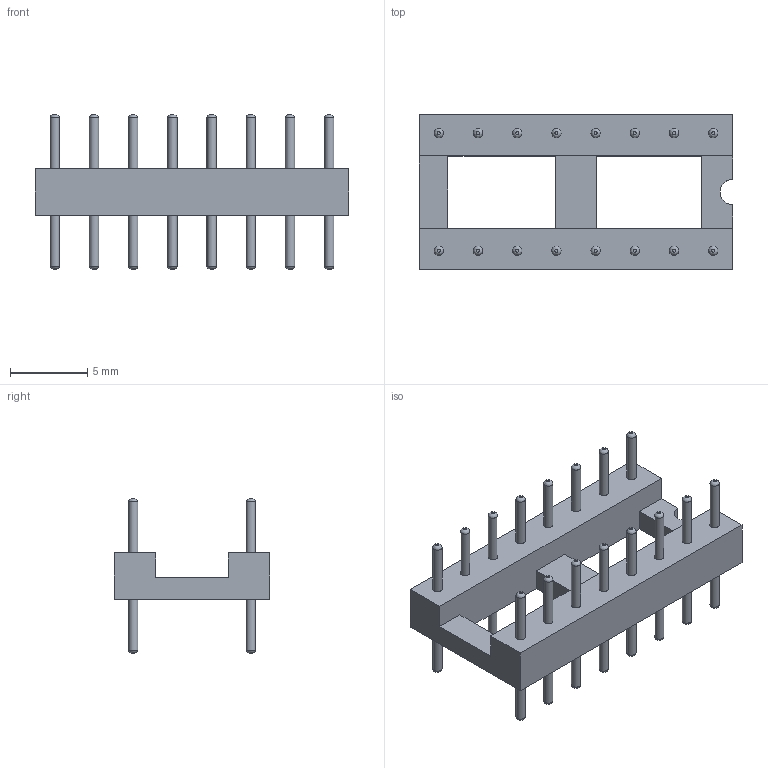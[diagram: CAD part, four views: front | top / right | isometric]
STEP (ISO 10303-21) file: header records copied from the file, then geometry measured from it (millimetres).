
FILE_DESCRIPTION(/* description */ (''),/* implementation_level */ '2;1');
FILE_NAME(/* name */ 'XKB_X5621WV-2X08 v3.step',/* time_stamp */ '2024-08-24T15:54:32-07:00',/* author */ (''),/* organization */ (''),/* preprocessor_version */ 'ST-DEVELOPER v20',/* originating_system */ 'Autodesk Translation Framework v13.14.0.145',/* authorisation */ '');
FILE_SCHEMA (('AUTOMOTIVE_DESIGN { 1 0 10303 214 3 1 1 }'));
Length unit declared in the file: millimetre
Products named in the file (1): XKB_X5621WV-2X08
Bounding box: 20.32 x 10.1 x 10 mm (x, y, z)
Volume: 402.9 mm3; surface area: 964.4 mm2
Topology: 17 solids, 17 shells, 114 faces, 230 edges, 148 vertices
Faces by surface type: plane 49, cylinder 33, bspline 32
Full cylindrical faces by diameter (mm): 0.6 x32
Entity records: 3839 total; most frequent: CARTESIAN_POINT 1325, DIRECTION 542, ORIENTED_EDGE 460, EDGE_CURVE 230, AXIS2_PLACEMENT_3D 229, EDGE_LOOP 148, VERTEX_POINT 148, CIRCLE 146
